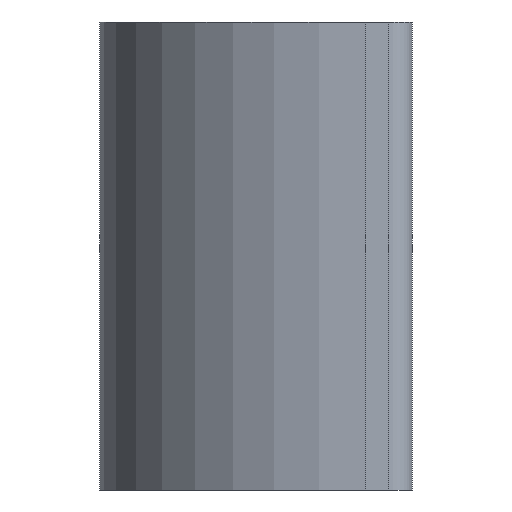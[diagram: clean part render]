
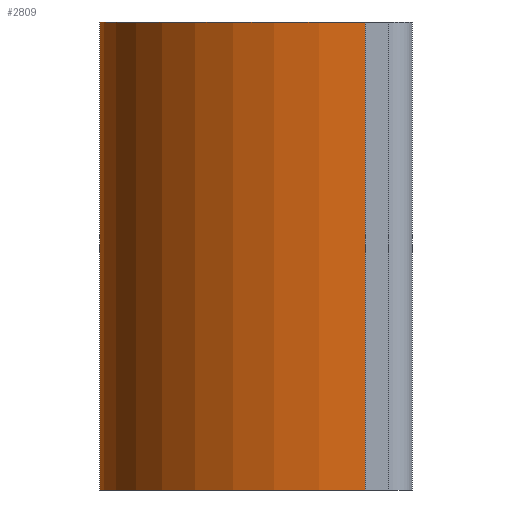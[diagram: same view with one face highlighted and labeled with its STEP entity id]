
A CAD part, left-side view. The second image highlights one B-rep face of the part: STEP entity #2809.
In plain terms, the highlighted cylindrical face has radius 17 mm (diameter 34 mm), a partial arc.
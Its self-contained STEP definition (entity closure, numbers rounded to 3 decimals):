
#171 = DIRECTION ( 'NONE',  ( 0., 0., 1. ) ) ;
#221 = CIRCLE ( 'NONE', #2342, 17. ) ;
#223 = DIRECTION ( 'NONE',  ( 1., 0., 0. ) ) ;
#239 = ORIENTED_EDGE ( 'NONE', *, *, #2858, .T. ) ;
#267 = CYLINDRICAL_SURFACE ( 'NONE', #2051, 17. ) ;
#295 = VERTEX_POINT ( 'NONE', #3010 ) ;
#365 = DIRECTION ( 'NONE',  ( 0., 0., 1. ) ) ;
#833 = LINE ( 'NONE', #1925, #2661 ) ;
#881 = LINE ( 'NONE', #1856, #920 ) ;
#920 = VECTOR ( 'NONE', #171, 1000. ) ;
#1362 = CARTESIAN_POINT ( 'NONE',  ( -10., -7., 30. ) ) ;
#1499 = VERTEX_POINT ( 'NONE', #3450 ) ;
#1571 = DIRECTION ( 'NONE',  ( 0., 0., 1. ) ) ;
#1624 = CARTESIAN_POINT ( 'NONE',  ( 7., -7., 0. ) ) ;
#1856 = CARTESIAN_POINT ( 'NONE',  ( -10., -7., 0. ) ) ;
#1925 = CARTESIAN_POINT ( 'NONE',  ( 7., 10., 0. ) ) ;
#1928 = DIRECTION ( 'NONE',  ( 0., 0., 1. ) ) ;
#1934 = ORIENTED_EDGE ( 'NONE', *, *, #3692, .F. ) ;
#1938 = AXIS2_PLACEMENT_3D ( 'NONE', #2777, #1928, #223 ) ;
#2051 = AXIS2_PLACEMENT_3D ( 'NONE', #1624, #3078, #2249 ) ;
#2076 = ORIENTED_EDGE ( 'NONE', *, *, #2212, .F. ) ;
#2102 = CARTESIAN_POINT ( 'NONE',  ( -10., -7., 0. ) ) ;
#2212 = EDGE_CURVE ( 'NONE', #295, #3436, #221, .T. ) ;
#2249 = DIRECTION ( 'NONE',  ( 1., 0., 0. ) ) ;
#2279 = ORIENTED_EDGE ( 'NONE', *, *, #3101, .T. ) ;
#2294 = VERTEX_POINT ( 'NONE', #2102 ) ;
#2342 = AXIS2_PLACEMENT_3D ( 'NONE', #2981, #365, #3524 ) ;
#2549 = FACE_OUTER_BOUND ( 'NONE', #2614, .T. ) ;
#2614 = EDGE_LOOP ( 'NONE', ( #2076, #1934, #239, #2279 ) ) ;
#2661 = VECTOR ( 'NONE', #1571, 1000. ) ;
#2777 = CARTESIAN_POINT ( 'NONE',  ( 7., -7., 0. ) ) ;
#2809 = ADVANCED_FACE ( 'NONE', ( #2549 ), #267, .T. ) ;
#2858 = EDGE_CURVE ( 'NONE', #1499, #2294, #3475, .T. ) ;
#2981 = CARTESIAN_POINT ( 'NONE',  ( 7., -7., 30. ) ) ;
#3010 = CARTESIAN_POINT ( 'NONE',  ( 7., 10., 30. ) ) ;
#3078 = DIRECTION ( 'NONE',  ( 0., 0., 1. ) ) ;
#3101 = EDGE_CURVE ( 'NONE', #2294, #3436, #881, .T. ) ;
#3436 = VERTEX_POINT ( 'NONE', #1362 ) ;
#3450 = CARTESIAN_POINT ( 'NONE',  ( 7., 10., 0. ) ) ;
#3475 = CIRCLE ( 'NONE', #1938, 17. ) ;
#3524 = DIRECTION ( 'NONE',  ( 1., 0., 0. ) ) ;
#3692 = EDGE_CURVE ( 'NONE', #1499, #295, #833, .T. ) ;
